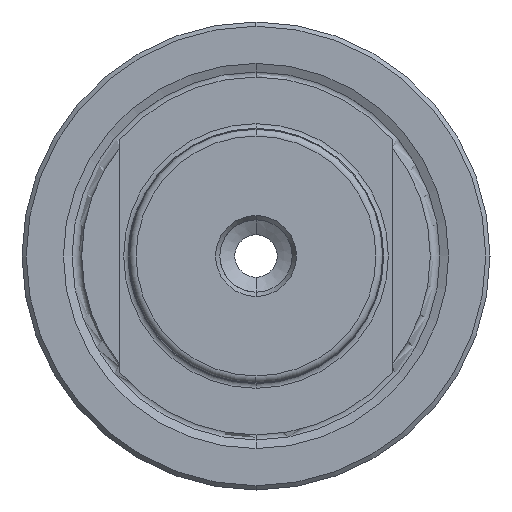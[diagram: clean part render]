
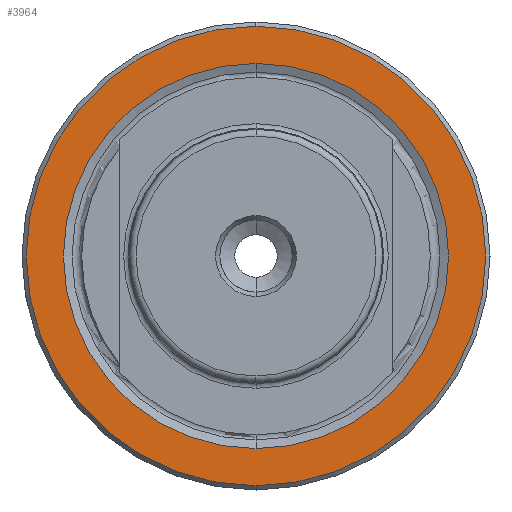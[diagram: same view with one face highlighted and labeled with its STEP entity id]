
A CAD part, left-side view. The second image highlights one B-rep face of the part: STEP entity #3964.
In plain terms, the highlighted planar face has unit normal (-1, 0, 0).
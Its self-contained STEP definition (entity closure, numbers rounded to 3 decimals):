
#6 = AXIS2_PLACEMENT_3D ( 'NONE', #2689, #2653, #2644 ) ;
#27 = DIRECTION ( 'NONE',  ( -1., 0., 0. ) ) ;
#113 = ORIENTED_EDGE ( 'NONE', *, *, #2849, .T. ) ;
#139 = CIRCLE ( 'NONE', #1384, 27. ) ;
#280 = FACE_OUTER_BOUND ( 'NONE', #2693, .T. ) ;
#325 = CIRCLE ( 'NONE', #3924, 22.632 ) ;
#467 = DIRECTION ( 'NONE',  ( 0., 0., 1. ) ) ;
#494 = DIRECTION ( 'NONE',  ( -1., 0., 0. ) ) ;
#512 = CARTESIAN_POINT ( 'NONE',  ( 30., 0., 0. ) ) ;
#556 = CARTESIAN_POINT ( 'NONE',  ( 30., 0., -22.632 ) ) ;
#919 = AXIS2_PLACEMENT_3D ( 'NONE', #4122, #4116, #4111 ) ;
#1069 = VERTEX_POINT ( 'NONE', #556 ) ;
#1121 = FACE_BOUND ( 'NONE', #2233, .T. ) ;
#1139 = AXIS2_PLACEMENT_3D ( 'NONE', #1505, #27, #1451 ) ;
#1360 = VERTEX_POINT ( 'NONE', #3205 ) ;
#1384 = AXIS2_PLACEMENT_3D ( 'NONE', #3665, #3995, #4123 ) ;
#1449 = EDGE_CURVE ( 'NONE', #3436, #1360, #139, .T. ) ;
#1451 = DIRECTION ( 'NONE',  ( 0., 0., 1. ) ) ;
#1470 = CIRCLE ( 'NONE', #919, 27. ) ;
#1505 = CARTESIAN_POINT ( 'NONE',  ( 30., 0., 0. ) ) ;
#2098 = EDGE_CURVE ( 'NONE', #4465, #1069, #3167, .T. ) ;
#2233 = EDGE_LOOP ( 'NONE', ( #4136, #4376 ) ) ;
#2420 = CARTESIAN_POINT ( 'NONE',  ( 30., 0., 27. ) ) ;
#2644 = DIRECTION ( 'NONE',  ( 0., 0., -1. ) ) ;
#2653 = DIRECTION ( 'NONE',  ( 1., 0., 0. ) ) ;
#2689 = CARTESIAN_POINT ( 'NONE',  ( 30., 0., 22.632 ) ) ;
#2693 = EDGE_LOOP ( 'NONE', ( #113, #4237 ) ) ;
#2710 = CARTESIAN_POINT ( 'NONE',  ( 30., 0., 22.632 ) ) ;
#2818 = PLANE ( 'NONE',  #6 ) ;
#2849 = EDGE_CURVE ( 'NONE', #1360, #3436, #1470, .T. ) ;
#3140 = EDGE_CURVE ( 'NONE', #1069, #4465, #325, .T. ) ;
#3167 = CIRCLE ( 'NONE', #1139, 22.632 ) ;
#3205 = CARTESIAN_POINT ( 'NONE',  ( 30., 0., -27. ) ) ;
#3436 = VERTEX_POINT ( 'NONE', #2420 ) ;
#3665 = CARTESIAN_POINT ( 'NONE',  ( 30., 0., 0. ) ) ;
#3924 = AXIS2_PLACEMENT_3D ( 'NONE', #512, #494, #467 ) ;
#3964 = ADVANCED_FACE ( 'NONE', ( #1121, #280 ), #2818, .F. ) ;
#3995 = DIRECTION ( 'NONE',  ( -1., 0., 0. ) ) ;
#4111 = DIRECTION ( 'NONE',  ( 0., 0., 1. ) ) ;
#4116 = DIRECTION ( 'NONE',  ( -1., 0., 0. ) ) ;
#4122 = CARTESIAN_POINT ( 'NONE',  ( 30., 0., 0. ) ) ;
#4123 = DIRECTION ( 'NONE',  ( 0., 0., 1. ) ) ;
#4136 = ORIENTED_EDGE ( 'NONE', *, *, #2098, .F. ) ;
#4237 = ORIENTED_EDGE ( 'NONE', *, *, #1449, .T. ) ;
#4376 = ORIENTED_EDGE ( 'NONE', *, *, #3140, .F. ) ;
#4465 = VERTEX_POINT ( 'NONE', #2710 ) ;
